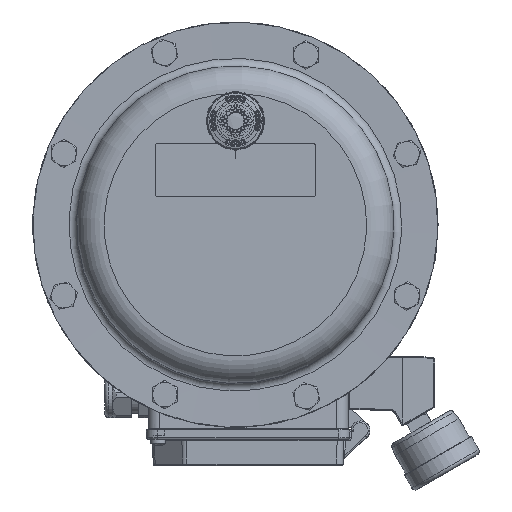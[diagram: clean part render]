
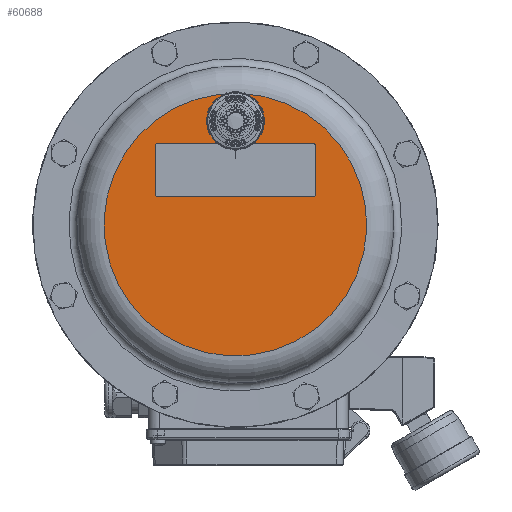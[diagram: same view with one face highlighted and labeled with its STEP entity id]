
A CAD part, top view. The second image highlights one B-rep face of the part: STEP entity #60688.
In plain terms, the highlighted planar face has unit normal (0, 0, 1).
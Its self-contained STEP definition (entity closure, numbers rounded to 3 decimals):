
#5000=FACE_BOUND('',#9654,.T.);
#5001=FACE_BOUND('',#9655,.T.);
#6065=FACE_OUTER_BOUND('',#9653,.T.);
#9653=EDGE_LOOP('',(#41786));
#9654=EDGE_LOOP('',(#41787,#41788,#41789,#41790,#41791,#41792,#41793,#41794));
#9655=EDGE_LOOP('',(#41795,#41796));
#13006=CIRCLE('',#64298,10.35);
#13076=CIRCLE('',#64395,69.65);
#13329=CIRCLE('',#64956,1.);
#13330=CIRCLE('',#64959,1.);
#13331=CIRCLE('',#64962,1.);
#13332=CIRCLE('',#64965,1.);
#13333=CIRCLE('',#65015,10.35);
#15925=LINE('',#102365,#19381);
#15929=LINE('',#102374,#19385);
#15932=LINE('',#102382,#19388);
#15935=LINE('',#102390,#19391);
#19381=VECTOR('',#73298,1000.);
#19385=VECTOR('',#73308,1000.);
#19388=VECTOR('',#73317,1000.);
#19391=VECTOR('',#73326,1000.);
#23282=VERTEX_POINT('',#99019);
#23283=VERTEX_POINT('',#99020);
#23369=VERTEX_POINT('',#99604);
#23851=VERTEX_POINT('',#102363);
#23852=VERTEX_POINT('',#102364);
#23853=VERTEX_POINT('',#102369);
#23854=VERTEX_POINT('',#102373);
#23855=VERTEX_POINT('',#102377);
#23856=VERTEX_POINT('',#102381);
#23857=VERTEX_POINT('',#102385);
#23858=VERTEX_POINT('',#102389);
#29429=EDGE_CURVE('',#23282,#23283,#13006,.T.);
#29546=EDGE_CURVE('',#23369,#23369,#13076,.T.);
#30320=EDGE_CURVE('',#23851,#23852,#15925,.T.);
#30323=EDGE_CURVE('',#23852,#23853,#13329,.T.);
#30325=EDGE_CURVE('',#23853,#23854,#15929,.T.);
#30327=EDGE_CURVE('',#23854,#23855,#13330,.T.);
#30329=EDGE_CURVE('',#23855,#23856,#15932,.T.);
#30331=EDGE_CURVE('',#23856,#23857,#13331,.T.);
#30333=EDGE_CURVE('',#23857,#23858,#15935,.T.);
#30335=EDGE_CURVE('',#23858,#23851,#13332,.T.);
#30408=EDGE_CURVE('',#23283,#23282,#13333,.T.);
#41786=ORIENTED_EDGE('',*,*,#29546,.F.);
#41787=ORIENTED_EDGE('',*,*,#30335,.F.);
#41788=ORIENTED_EDGE('',*,*,#30333,.F.);
#41789=ORIENTED_EDGE('',*,*,#30331,.F.);
#41790=ORIENTED_EDGE('',*,*,#30329,.F.);
#41791=ORIENTED_EDGE('',*,*,#30327,.F.);
#41792=ORIENTED_EDGE('',*,*,#30325,.F.);
#41793=ORIENTED_EDGE('',*,*,#30323,.F.);
#41794=ORIENTED_EDGE('',*,*,#30320,.F.);
#41795=ORIENTED_EDGE('',*,*,#30408,.T.);
#41796=ORIENTED_EDGE('',*,*,#29429,.T.);
#55355=PLANE('',#65014);
#60688=ADVANCED_FACE('',(#6065,#5000,#5001),#55355,.F.);
#64298=AXIS2_PLACEMENT_3D('',#99021,#71741,#71742);
#64395=AXIS2_PLACEMENT_3D('',#99606,#71961,#71962);
#64956=AXIS2_PLACEMENT_3D('',#102370,#73303,#73304);
#64959=AXIS2_PLACEMENT_3D('',#102378,#73312,#73313);
#64962=AXIS2_PLACEMENT_3D('',#102386,#73321,#73322);
#64965=AXIS2_PLACEMENT_3D('',#102393,#73330,#73331);
#65014=AXIS2_PLACEMENT_3D('',#102538,#73500,#73501);
#65015=AXIS2_PLACEMENT_3D('',#102539,#73502,#73503);
#71741=DIRECTION('center_axis',(0.,0.,
-1.));
#71742=DIRECTION('ref_axis',(-0.923,0.384,0.));
#71961=DIRECTION('center_axis',(0.,0.,
-1.));
#71962=DIRECTION('ref_axis',(-0.923,0.384,0.));
#73298=DIRECTION('',(0.001,1.,0.));
#73303=DIRECTION('center_axis',(0.,0.,
1.));
#73304=DIRECTION('ref_axis',(-0.001,-1.,0.));
#73308=DIRECTION('',(-1.,0.001,0.));
#73312=DIRECTION('center_axis',(0.,0.,
1.));
#73313=DIRECTION('ref_axis',(-0.001,-1.,0.));
#73317=DIRECTION('',(-0.001,-1.,0.));
#73321=DIRECTION('center_axis',(0.,0.,
1.));
#73322=DIRECTION('ref_axis',(-0.001,-1.,0.));
#73326=DIRECTION('',(1.,-0.001,0.));
#73330=DIRECTION('center_axis',(0.,0.,
1.));
#73331=DIRECTION('ref_axis',(-0.001,-1.,0.));
#73500=DIRECTION('center_axis',(0.,0.,
-1.));
#73501=DIRECTION('ref_axis',(-0.923,0.384,0.));
#73502=DIRECTION('center_axis',(0.,0.,
-1.));
#73503=DIRECTION('ref_axis',(-0.923,0.384,0.));
#99019=CARTESIAN_POINT('',(0.071,65.35,300.));
#99020=CARTESIAN_POINT('',(0.049,44.65,300.));
#99021=CARTESIAN_POINT('Origin',(0.06,55.,300.));
#99604=CARTESIAN_POINT('',(64.319,-26.724,300.));
#99606=CARTESIAN_POINT('Origin',(0.,0.,
300.));
#102363=CARTESIAN_POINT('',(42.517,15.954,300.));
#102364=CARTESIAN_POINT('',(42.546,41.954,300.));
#102365=CARTESIAN_POINT('',(42.517,15.954,300.));
#102369=CARTESIAN_POINT('',(41.547,42.955,300.));
#102370=CARTESIAN_POINT('Origin',(41.546,41.955,300.));
#102373=CARTESIAN_POINT('',(-41.453,43.045,300.));
#102374=CARTESIAN_POINT('',(41.547,42.955,300.));
#102377=CARTESIAN_POINT('',(-42.454,42.046,300.));
#102378=CARTESIAN_POINT('Origin',(-41.454,42.045,300.));
#102381=CARTESIAN_POINT('',(-42.482,16.046,300.));
#102382=CARTESIAN_POINT('',(-42.482,16.046,300.));
#102385=CARTESIAN_POINT('',(-41.484,15.045,300.));
#102386=CARTESIAN_POINT('Origin',(-41.482,16.045,300.));
#102389=CARTESIAN_POINT('',(41.516,14.955,300.));
#102390=CARTESIAN_POINT('',(41.516,14.955,300.));
#102393=CARTESIAN_POINT('Origin',(41.517,15.955,300.));
#102538=CARTESIAN_POINT('Origin',(0.,0.,
300.));
#102539=CARTESIAN_POINT('Origin',(0.06,55.,300.));
